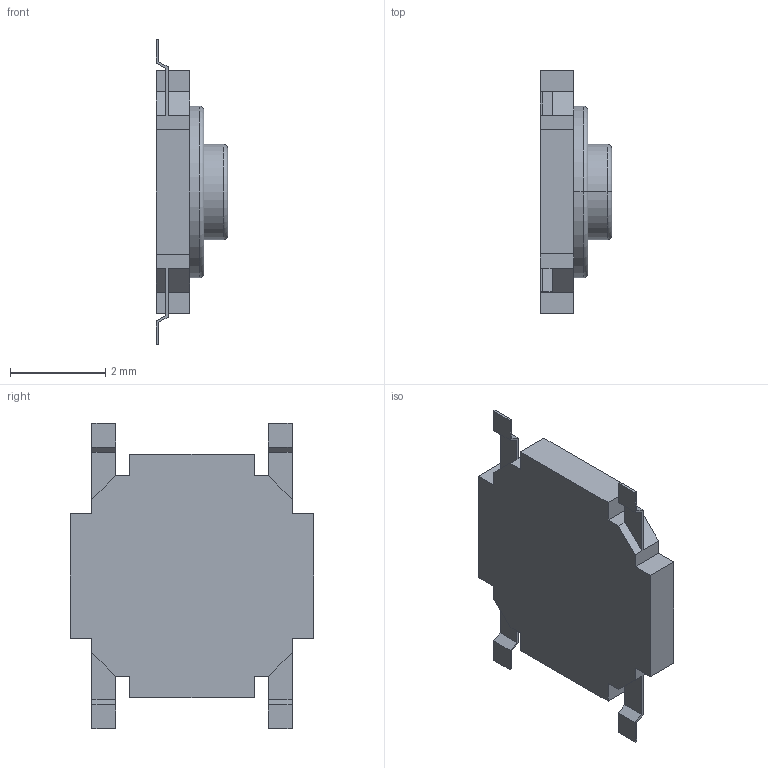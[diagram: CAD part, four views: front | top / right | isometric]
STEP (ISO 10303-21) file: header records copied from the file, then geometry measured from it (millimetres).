
FILE_DESCRIPTION((''),'2;1');
FILE_NAME('Y97M01525FP','2013-01-23T',('eric.riffaud'),(''),'PRO/ENGINEER BY PARAMETRIC TECHNOLOGY CORPORATION, 2010160','PRO/ENGINEER BY PARAMETRIC TECHNOLOGY CORPORATION, 2010160','');
FILE_SCHEMA(('CONFIG_CONTROL_DESIGN'));
Length unit declared in the file: millimetre
Products named in the file (1): Y97M01525FP
Bounding box: 1.5 x 5.1 x 6.4 mm (x, y, z)
Volume: 20 mm3; surface area: 69.3 mm2
Topology: 1 solids, 1 shells, 72 faces, 200 edges, 132 vertices
Faces by surface type: plane 64, cylinder 4, torus 4
Entity records: 2323 total; most frequent: CARTESIAN_POINT 404, ORIENTED_EDGE 400, DIRECTION 360, EDGE_CURVE 200, VECTOR 184, LINE 184, VERTEX_POINT 132, AXIS2_PLACEMENT_3D 88
